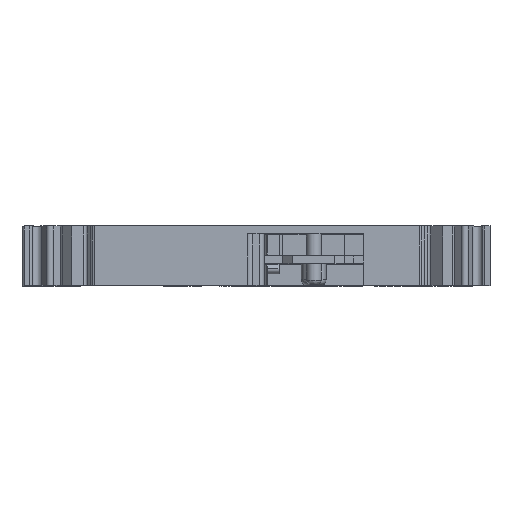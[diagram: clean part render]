
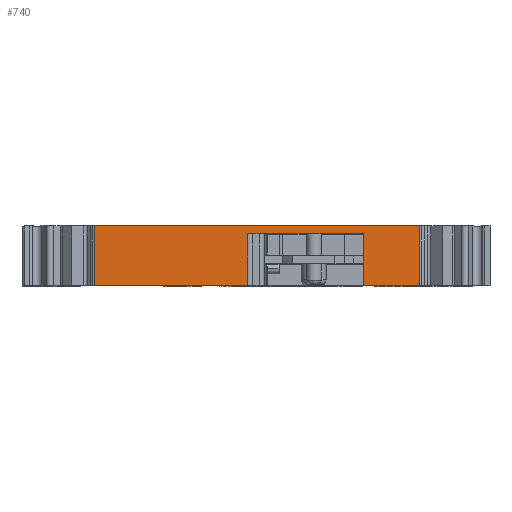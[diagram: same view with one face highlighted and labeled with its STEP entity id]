
A CAD part, top view. The second image highlights one B-rep face of the part: STEP entity #740.
In plain terms, the highlighted planar face has unit normal (0, 0, 1).
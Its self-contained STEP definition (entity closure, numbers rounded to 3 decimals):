
#740 = ADVANCED_FACE( '', ( #1564 ), #1565, .F. );
#1564 = FACE_OUTER_BOUND( '', #2471, .T. );
#1565 = PLANE( '', #2472 );
#2471 = EDGE_LOOP( '', ( #4808, #4809, #4810, #4811, #4812, #4813, #4814, #4815, #4816, #4817, #4818, #4819, #4820, #4821 ) );
#2472 = AXIS2_PLACEMENT_3D( '', #4822, #4823, #4824 );
#4808 = ORIENTED_EDGE( '', *, *, #6310, .T. );
#4809 = ORIENTED_EDGE( '', *, *, #5947, .T. );
#4810 = ORIENTED_EDGE( '', *, *, #6311, .T. );
#4811 = ORIENTED_EDGE( '', *, *, #5482, .F. );
#4812 = ORIENTED_EDGE( '', *, *, #6174, .F. );
#4813 = ORIENTED_EDGE( '', *, *, #6079, .T. );
#4814 = ORIENTED_EDGE( '', *, *, #6312, .T. );
#4815 = ORIENTED_EDGE( '', *, *, #5897, .F. );
#4816 = ORIENTED_EDGE( '', *, *, #6313, .F. );
#4817 = ORIENTED_EDGE( '', *, *, #6240, .T. );
#4818 = ORIENTED_EDGE( '', *, *, #6282, .T. );
#4819 = ORIENTED_EDGE( '', *, *, #5601, .T. );
#4820 = ORIENTED_EDGE( '', *, *, #6314, .F. );
#4821 = ORIENTED_EDGE( '', *, *, #6254, .T. );
#4822 = CARTESIAN_POINT( '', ( -7.827, 6., 24.78 ) );
#4823 = DIRECTION( '', ( 0., 0., -1. ) );
#4824 = DIRECTION( '', ( -1., 0., 0. ) );
#5482 = EDGE_CURVE( '', #6690, #6685, #6692, .T. );
#5601 = EDGE_CURVE( '', #6886, #6884, #6887, .T. );
#5897 = EDGE_CURVE( '', #7352, #7347, #7354, .T. );
#5947 = EDGE_CURVE( '', #7424, #7422, #7425, .T. );
#6079 = EDGE_CURVE( '', #7611, #7609, #7612, .T. );
#6174 = EDGE_CURVE( '', #7611, #6690, #7739, .T. );
#6240 = EDGE_CURVE( '', #7827, #7825, #7828, .T. );
#6254 = EDGE_CURVE( '', #7842, #7844, #7846, .T. );
#6282 = EDGE_CURVE( '', #7825, #6886, #7876, .T. );
#6310 = EDGE_CURVE( '', #7844, #7424, #7906, .T. );
#6311 = EDGE_CURVE( '', #7422, #6685, #7907, .T. );
#6312 = EDGE_CURVE( '', #7609, #7347, #7908, .T. );
#6313 = EDGE_CURVE( '', #7827, #7352, #7909, .T. );
#6314 = EDGE_CURVE( '', #7842, #6884, #7910, .T. );
#6685 = VERTEX_POINT( '', #8383 );
#6690 = VERTEX_POINT( '', #8390 );
#6692 = LINE( '', #8393, #8394 );
#6884 = VERTEX_POINT( '', #8664 );
#6886 = VERTEX_POINT( '', #8667 );
#6887 = LINE( '', #8668, #8669 );
#7347 = VERTEX_POINT( '', #9334 );
#7352 = VERTEX_POINT( '', #9341 );
#7354 = LINE( '', #9344, #9345 );
#7422 = VERTEX_POINT( '', #9435 );
#7424 = VERTEX_POINT( '', #9438 );
#7425 = LINE( '', #9439, #9440 );
#7609 = VERTEX_POINT( '', #9702 );
#7611 = VERTEX_POINT( '', #9705 );
#7612 = LINE( '', #9706, #9707 );
#7739 = LINE( '', #9889, #9890 );
#7825 = VERTEX_POINT( '', #10013 );
#7827 = VERTEX_POINT( '', #10016 );
#7828 = LINE( '', #10017, #10018 );
#7842 = VERTEX_POINT( '', #10038 );
#7844 = VERTEX_POINT( '', #10041 );
#7846 = LINE( '', #10044, #10045 );
#7876 = LINE( '', #10085, #10086 );
#7906 = LINE( '', #10128, #10129 );
#7907 = LINE( '', #10130, #10131 );
#7908 = LINE( '', #10132, #10133 );
#7909 = LINE( '', #10134, #10135 );
#7910 = LINE( '', #10136, #10137 );
#8383 = CARTESIAN_POINT( '', ( 16.541, 0., 24.78 ) );
#8390 = CARTESIAN_POINT( '', ( 16.541, 6., 24.78 ) );
#8393 = CARTESIAN_POINT( '', ( 16.541, 6., 24.78 ) );
#8394 = VECTOR( '', #10456, 1000. );
#8664 = CARTESIAN_POINT( '', ( 5.073, 5.2, 24.78 ) );
#8667 = CARTESIAN_POINT( '', ( 5.073, 5.212, 24.78 ) );
#8668 = CARTESIAN_POINT( '', ( 5.073, 3.012, 24.78 ) );
#8669 = VECTOR( '', #10572, 1000. );
#9334 = CARTESIAN_POINT( '', ( -0.827, 0., 24.78 ) );
#9341 = CARTESIAN_POINT( '', ( -0.827, 5.2, 24.78 ) );
#9344 = CARTESIAN_POINT( '', ( -0.827, 5.2, 24.78 ) );
#9345 = VECTOR( '', #10870, 1000. );
#9435 = CARTESIAN_POINT( '', ( 10.823, 0., 24.78 ) );
#9438 = CARTESIAN_POINT( '', ( 10.823, 5.212, 24.78 ) );
#9439 = CARTESIAN_POINT( '', ( 10.823, 2.212, 24.78 ) );
#9440 = VECTOR( '', #10927, 1000. );
#9702 = CARTESIAN_POINT( '', ( -16.294, 0., 24.78 ) );
#9705 = CARTESIAN_POINT( '', ( -16.294, 6., 24.78 ) );
#9706 = CARTESIAN_POINT( '', ( -16.294, 6., 24.78 ) );
#9707 = VECTOR( '', #11049, 1000. );
#9889 = CARTESIAN_POINT( '', ( -1.827, 6., 24.78 ) );
#9890 = VECTOR( '', #11150, 1000. );
#10013 = CARTESIAN_POINT( '', ( 0.823, 5.212, 24.78 ) );
#10016 = CARTESIAN_POINT( '', ( 0.823, 5.2, 24.78 ) );
#10017 = CARTESIAN_POINT( '', ( 0.823, 3.012, 24.78 ) );
#10018 = VECTOR( '', #11243, 1000. );
#10038 = CARTESIAN_POINT( '', ( 6.573, 5.2, 24.78 ) );
#10041 = CARTESIAN_POINT( '', ( 6.573, 5.212, 24.78 ) );
#10044 = CARTESIAN_POINT( '', ( 6.573, 3.012, 24.78 ) );
#10045 = VECTOR( '', #11252, 1000. );
#10085 = CARTESIAN_POINT( '', ( 0.823, 5.212, 24.78 ) );
#10086 = VECTOR( '', #11272, 1000. );
#10128 = CARTESIAN_POINT( '', ( 6.573, 5.212, 24.78 ) );
#10129 = VECTOR( '', #11294, 1000. );
#10130 = CARTESIAN_POINT( '', ( -7.827, 0., 24.78 ) );
#10131 = VECTOR( '', #11295, 1000. );
#10132 = CARTESIAN_POINT( '', ( -7.827, 0., 24.78 ) );
#10133 = VECTOR( '', #11296, 1000. );
#10134 = CARTESIAN_POINT( '', ( -0.827, 5.2, 24.78 ) );
#10135 = VECTOR( '', #11297, 1000. );
#10136 = CARTESIAN_POINT( '', ( -0.827, 5.2, 24.78 ) );
#10137 = VECTOR( '', #11298, 1000. );
#10456 = DIRECTION( '', ( 0., -1., 0. ) );
#10572 = DIRECTION( '', ( 0., -1., 0. ) );
#10870 = DIRECTION( '', ( 0., -1., 0. ) );
#10927 = DIRECTION( '', ( 0., -1., 0. ) );
#11049 = DIRECTION( '', ( 0., -1., 0. ) );
#11150 = DIRECTION( '', ( 1., 0., 0. ) );
#11243 = DIRECTION( '', ( 0., 1., 0. ) );
#11252 = DIRECTION( '', ( 0., 1., 0. ) );
#11272 = DIRECTION( '', ( 1., 0., 0. ) );
#11294 = DIRECTION( '', ( 1., 0., 0. ) );
#11295 = DIRECTION( '', ( 1., 0., 0. ) );
#11296 = DIRECTION( '', ( 1., 0., 0. ) );
#11297 = DIRECTION( '', ( -1., 0., 0. ) );
#11298 = DIRECTION( '', ( -1., 0., 0. ) );
